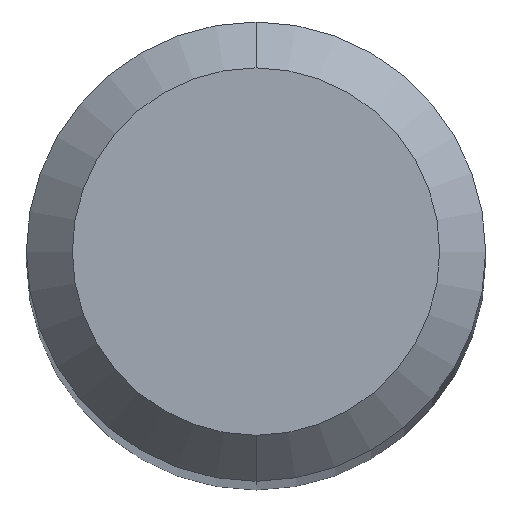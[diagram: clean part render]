
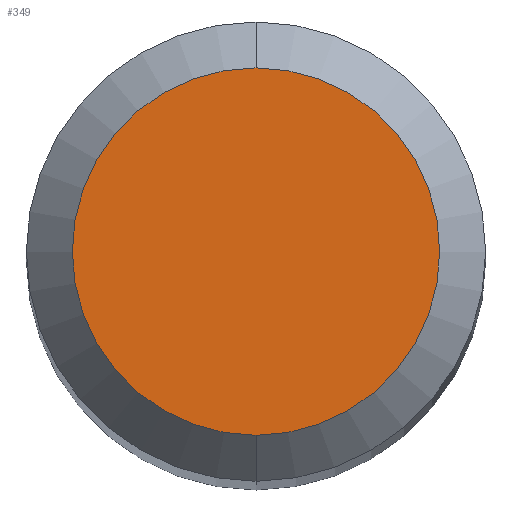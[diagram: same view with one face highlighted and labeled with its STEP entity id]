
A CAD part, top view. The second image highlights one B-rep face of the part: STEP entity #349.
In plain terms, the highlighted planar face has unit normal (0, 0, 1).
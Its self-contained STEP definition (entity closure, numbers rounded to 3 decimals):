
#237=EDGE_CURVE('',#447,#457,#552,.T.);
#267=EDGE_CURVE('',#457,#447,#585,.T.);
#349=ADVANCED_FACE('',(#670),#671,.T.);
#447=VERTEX_POINT('',#783);
#457=VERTEX_POINT('',#794);
#552=CIRCLE('',#898,1.2);
#585=CIRCLE('',#944,1.2);
#670=FACE_OUTER_BOUND('',#1212,.T.);
#671=PLANE('',#1213);
#783=CARTESIAN_POINT('',(0.,-1.2,0.0));
#794=CARTESIAN_POINT('',(0.0,1.2,0.0));
#898=AXIS2_PLACEMENT_3D('',#1534,#1535,#1536);
#944=AXIS2_PLACEMENT_3D('',#1572,#1573,#1574);
#1212=EDGE_LOOP('',(#1634,#1635));
#1213=AXIS2_PLACEMENT_3D('',#1636,#1637,#1638);
#1534=CARTESIAN_POINT('',(0.0,0.0,0.0));
#1535=DIRECTION('',(0.0,0.0,-1.0));
#1536=DIRECTION('',(0.0,1.0,0.0));
#1572=CARTESIAN_POINT('',(0.0,0.0,0.0));
#1573=DIRECTION('',(0.0,0.0,-1.0));
#1574=DIRECTION('',(0.0,1.0,0.0));
#1634=ORIENTED_EDGE('',*,*,#267,.F.);
#1635=ORIENTED_EDGE('',*,*,#237,.F.);
#1636=CARTESIAN_POINT('',(0.0,0.6,0.0));
#1637=DIRECTION('',(-0.0,0.0,1.0));
#1638=DIRECTION('',(0.0,-1.0,0.0));
